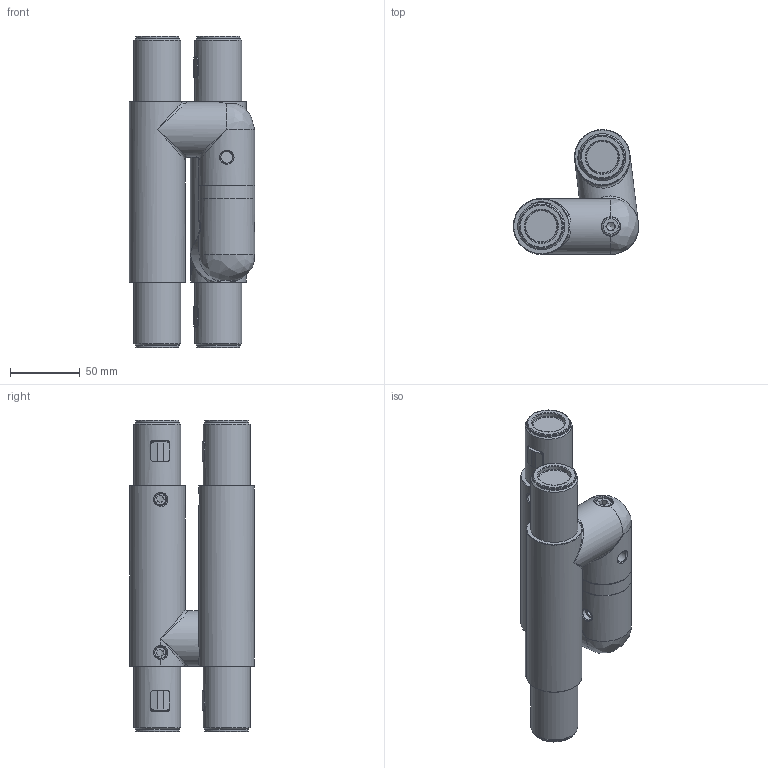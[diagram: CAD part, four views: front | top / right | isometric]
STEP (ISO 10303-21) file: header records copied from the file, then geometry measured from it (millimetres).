
FILE_DESCRIPTION(/* description */ ('STEP AP203'),/* implementation_level */ '2;1');
FILE_NAME(/* name */ 'CSH40R.stp',/* time_stamp */ '2022-07-11T15:05:14+02:00',/* author */ (''),/* organization */ (''),/* preprocessor_version */ 'ST-DEVELOPER v18.1',/* originating_system */ 'Autodesk Inventor 2021',/* authorisation */ '');
FILE_SCHEMA (('AUTOMOTIVE_DESIGN { 1 0 10303 214 3 1 1 }'));
Length unit declared in the file: millimetre
Products named in the file (1): CSH40R
Bounding box: 90 x 89.63 x 224 mm (x, y, z)
Surface area: 83382.6 mm2 (no closed solid volume)
Topology: 0 solids, 19 shells, 215 faces, 681 edges, 462 vertices
Faces by surface type: plane 100, cylinder 51, bspline 36, torus 23, cone 5
Full cylindrical faces by diameter (mm): 8.5 x8, 14 x2, 23.6 x4, 31 x4, 33.8 x4, 40 x7
Entity records: 23563 total; most frequent: CARTESIAN_POINT 17981, ORIENTED_EDGE 1100, DIRECTION 1034, EDGE_CURVE 660, VERTEX_POINT 462, AXIS2_PLACEMENT_3D 356, LINE 322, VECTOR 322
